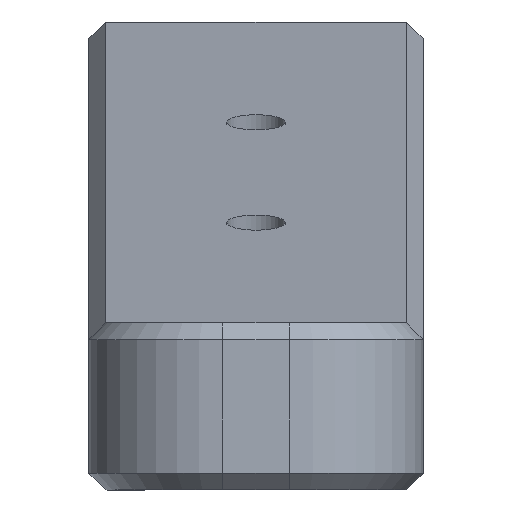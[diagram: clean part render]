
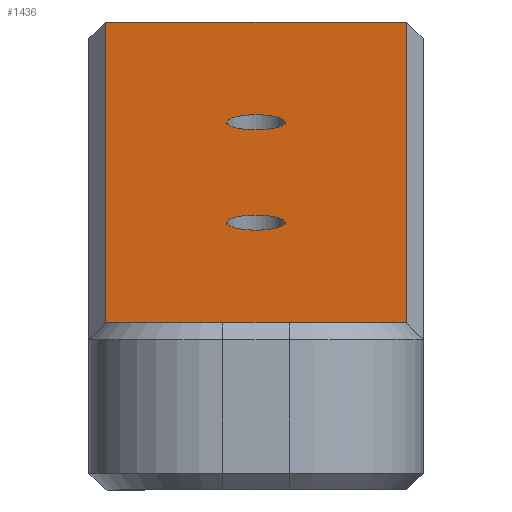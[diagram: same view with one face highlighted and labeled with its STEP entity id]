
A CAD part, front view. The second image highlights one B-rep face of the part: STEP entity #1436.
In plain terms, the highlighted planar face has unit normal (0, -0.257, 0.966).
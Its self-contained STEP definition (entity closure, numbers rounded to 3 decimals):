
#212 = PLANE('',#213);
#213 = AXIS2_PLACEMENT_3D('',#214,#215,#216);
#214 = CARTESIAN_POINT('',(-25.023,64.626,-12.883));
#215 = DIRECTION('',(-0.707,-0.182,0.683));
#216 = DIRECTION('',(0.,-0.966,-0.257
    ));
#342 = VERTEX_POINT('',#343);
#343 = CARTESIAN_POINT('',(-24.523,-3.148,-30.4));
#402 = PLANE('',#403);
#403 = AXIS2_PLACEMENT_3D('',#404,#405,#406);
#404 = CARTESIAN_POINT('',(-25.523,-3.148,-30.4));
#405 = DIRECTION('',(0.,0.,-1.));
#406 = DIRECTION('',(0.,-1.,0.));
#494 = VERTEX_POINT('',#495);
#495 = CARTESIAN_POINT('',(-24.523,64.498,-12.4));
#518 = EDGE_CURVE('',#494,#342,#519,.T.);
#519 = SURFACE_CURVE('',#520,(#524,#531),.PCURVE_S1.);
#520 = LINE('',#521,#522);
#521 = CARTESIAN_POINT('',(-24.523,64.498,-12.4));
#522 = VECTOR('',#523,1.);
#523 = DIRECTION('',(0.,-0.966,-0.257
    ));
#524 = PCURVE('',#212,#525);
#525 = DEFINITIONAL_REPRESENTATION('',(#526),#530);
#526 = LINE('',#527,#528);
#527 = CARTESIAN_POINT('',(0.,0.707));
#528 = VECTOR('',#529,1.);
#529 = DIRECTION('',(1.,0.));
#530 = ( GEOMETRIC_REPRESENTATION_CONTEXT(2) 
PARAMETRIC_REPRESENTATION_CONTEXT() REPRESENTATION_CONTEXT('2D SPACE',''
  ) );
#531 = PCURVE('',#532,#537);
#532 = PLANE('',#533);
#533 = AXIS2_PLACEMENT_3D('',#534,#535,#536);
#534 = CARTESIAN_POINT('',(-25.523,64.498,-12.4));
#535 = DIRECTION('',(0.,0.257,-0.966)
  );
#536 = DIRECTION('',(0.,-0.966,-0.257)
  );
#537 = DEFINITIONAL_REPRESENTATION('',(#538),#542);
#538 = LINE('',#539,#540);
#539 = CARTESIAN_POINT('',(0.,-1.));
#540 = VECTOR('',#541,1.);
#541 = DIRECTION('',(1.,0.));
#542 = ( GEOMETRIC_REPRESENTATION_CONTEXT(2) 
PARAMETRIC_REPRESENTATION_CONTEXT() REPRESENTATION_CONTEXT('2D SPACE',''
  ) );
#640 = PLANE('',#641);
#641 = AXIS2_PLACEMENT_3D('',#642,#643,#644);
#642 = CARTESIAN_POINT('',(-25.523,70.998,-12.4));
#643 = DIRECTION('',(0.,0.,-1.));
#644 = DIRECTION('',(0.,-1.,0.));
#1037 = EDGE_CURVE('',#342,#1038,#1040,.T.);
#1038 = VERTEX_POINT('',#1039);
#1039 = CARTESIAN_POINT('',(-6.523,-3.148,-30.4));
#1040 = SURFACE_CURVE('',#1041,(#1045,#1052),.PCURVE_S1.);
#1041 = LINE('',#1042,#1043);
#1042 = CARTESIAN_POINT('',(-25.523,-3.148,-30.4));
#1043 = VECTOR('',#1044,1.);
#1044 = DIRECTION('',(1.,0.,0.));
#1045 = PCURVE('',#402,#1046);
#1046 = DEFINITIONAL_REPRESENTATION('',(#1047),#1051);
#1047 = LINE('',#1048,#1049);
#1048 = CARTESIAN_POINT('',(-0.,-0.));
#1049 = VECTOR('',#1050,1.);
#1050 = DIRECTION('',(0.,-1.));
#1051 = ( GEOMETRIC_REPRESENTATION_CONTEXT(2) 
PARAMETRIC_REPRESENTATION_CONTEXT() REPRESENTATION_CONTEXT('2D SPACE',''
  ) );
#1052 = PCURVE('',#532,#1053);
#1053 = DEFINITIONAL_REPRESENTATION('',(#1054),#1058);
#1054 = LINE('',#1055,#1056);
#1055 = CARTESIAN_POINT('',(70.,0.));
#1056 = VECTOR('',#1057,1.);
#1057 = DIRECTION('',(0.,-1.));
#1058 = ( GEOMETRIC_REPRESENTATION_CONTEXT(2) 
PARAMETRIC_REPRESENTATION_CONTEXT() REPRESENTATION_CONTEXT('2D SPACE',''
  ) );
#1436 = ADVANCED_FACE('',(#1437,#1490,#1525),#532,.F.);
#1437 = FACE_BOUND('',#1438,.F.);
#1438 = EDGE_LOOP('',(#1439,#1462,#1488,#1489));
#1439 = ORIENTED_EDGE('',*,*,#1440,.T.);
#1440 = EDGE_CURVE('',#494,#1441,#1443,.T.);
#1441 = VERTEX_POINT('',#1442);
#1442 = CARTESIAN_POINT('',(-6.523,64.498,-12.4));
#1443 = SURFACE_CURVE('',#1444,(#1448,#1455),.PCURVE_S1.);
#1444 = LINE('',#1445,#1446);
#1445 = CARTESIAN_POINT('',(-25.523,64.498,-12.4));
#1446 = VECTOR('',#1447,1.);
#1447 = DIRECTION('',(1.,0.,0.));
#1448 = PCURVE('',#532,#1449);
#1449 = DEFINITIONAL_REPRESENTATION('',(#1450),#1454);
#1450 = LINE('',#1451,#1452);
#1451 = CARTESIAN_POINT('',(-0.,-0.));
#1452 = VECTOR('',#1453,1.);
#1453 = DIRECTION('',(0.,-1.));
#1454 = ( GEOMETRIC_REPRESENTATION_CONTEXT(2) 
PARAMETRIC_REPRESENTATION_CONTEXT() REPRESENTATION_CONTEXT('2D SPACE',''
  ) );
#1455 = PCURVE('',#640,#1456);
#1456 = DEFINITIONAL_REPRESENTATION('',(#1457),#1461);
#1457 = LINE('',#1458,#1459);
#1458 = CARTESIAN_POINT('',(6.5,0.));
#1459 = VECTOR('',#1460,1.);
#1460 = DIRECTION('',(0.,-1.));
#1461 = ( GEOMETRIC_REPRESENTATION_CONTEXT(2) 
PARAMETRIC_REPRESENTATION_CONTEXT() REPRESENTATION_CONTEXT('2D SPACE',''
  ) );
#1462 = ORIENTED_EDGE('',*,*,#1463,.T.);
#1463 = EDGE_CURVE('',#1441,#1038,#1464,.T.);
#1464 = SURFACE_CURVE('',#1465,(#1469,#1476),.PCURVE_S1.);
#1465 = LINE('',#1466,#1467);
#1466 = CARTESIAN_POINT('',(-6.523,64.498,-12.4));
#1467 = VECTOR('',#1468,1.);
#1468 = DIRECTION('',(0.,-0.966,
    -0.257));
#1469 = PCURVE('',#532,#1470);
#1470 = DEFINITIONAL_REPRESENTATION('',(#1471),#1475);
#1471 = LINE('',#1472,#1473);
#1472 = CARTESIAN_POINT('',(0.,-19.));
#1473 = VECTOR('',#1474,1.);
#1474 = DIRECTION('',(1.,0.));
#1475 = ( GEOMETRIC_REPRESENTATION_CONTEXT(2) 
PARAMETRIC_REPRESENTATION_CONTEXT() REPRESENTATION_CONTEXT('2D SPACE',''
  ) );
#1476 = PCURVE('',#1477,#1482);
#1477 = PLANE('',#1478);
#1478 = AXIS2_PLACEMENT_3D('',#1479,#1480,#1481);
#1479 = CARTESIAN_POINT('',(-6.023,64.626,-12.883));
#1480 = DIRECTION('',(-0.707,0.182,-0.683));
#1481 = DIRECTION('',(0.,0.966,0.257)
  );
#1482 = DEFINITIONAL_REPRESENTATION('',(#1483),#1487);
#1483 = LINE('',#1484,#1485);
#1484 = CARTESIAN_POINT('',(0.,-0.707));
#1485 = VECTOR('',#1486,1.);
#1486 = DIRECTION('',(-1.,0.));
#1487 = ( GEOMETRIC_REPRESENTATION_CONTEXT(2) 
PARAMETRIC_REPRESENTATION_CONTEXT() REPRESENTATION_CONTEXT('2D SPACE',''
  ) );
#1488 = ORIENTED_EDGE('',*,*,#1037,.F.);
#1489 = ORIENTED_EDGE('',*,*,#518,.F.);
#1490 = FACE_BOUND('',#1491,.F.);
#1491 = EDGE_LOOP('',(#1492));
#1492 = ORIENTED_EDGE('',*,*,#1493,.T.);
#1493 = EDGE_CURVE('',#1494,#1494,#1496,.T.);
#1494 = VERTEX_POINT('',#1495);
#1495 = CARTESIAN_POINT('',(-15.523,17.709,-24.85));
#1496 = SURFACE_CURVE('',#1497,(#1502,#1513),.PCURVE_S1.);
#1497 = CIRCLE('',#1498,1.75);
#1498 = AXIS2_PLACEMENT_3D('',#1499,#1500,#1501);
#1499 = CARTESIAN_POINT('',(-15.523,19.4,-24.4));
#1500 = DIRECTION('',(0.,-0.257,0.966
    ));
#1501 = DIRECTION('',(0.,-0.966,
    -0.257));
#1502 = PCURVE('',#532,#1503);
#1503 = DEFINITIONAL_REPRESENTATION('',(#1504),#1512);
#1504 = ( BOUNDED_CURVE() B_SPLINE_CURVE(2,(#1505,#1506,#1507,#1508,
#1509,#1510,#1511),.UNSPECIFIED.,.T.,.F.) B_SPLINE_CURVE_WITH_KNOTS((1,2
    ,2,2,2,1),(-2.094,0.,2.094,4.189,
6.283,8.378),.UNSPECIFIED.) CURVE() 
GEOMETRIC_REPRESENTATION_ITEM() RATIONAL_B_SPLINE_CURVE((1.,0.5,1.,0.5,
1.,0.5,1.)) REPRESENTATION_ITEM('') );
#1505 = CARTESIAN_POINT('',(48.417,-10.));
#1506 = CARTESIAN_POINT('',(48.417,-13.031));
#1507 = CARTESIAN_POINT('',(45.792,-11.516));
#1508 = CARTESIAN_POINT('',(43.167,-10.));
#1509 = CARTESIAN_POINT('',(45.792,-8.484));
#1510 = CARTESIAN_POINT('',(48.417,-6.969));
#1511 = CARTESIAN_POINT('',(48.417,-10.));
#1512 = ( GEOMETRIC_REPRESENTATION_CONTEXT(2) 
PARAMETRIC_REPRESENTATION_CONTEXT() REPRESENTATION_CONTEXT('2D SPACE',''
  ) );
#1513 = PCURVE('',#1514,#1519);
#1514 = CYLINDRICAL_SURFACE('',#1515,1.75);
#1515 = AXIS2_PLACEMENT_3D('',#1516,#1517,#1518);
#1516 = CARTESIAN_POINT('',(-15.523,19.4,-24.4));
#1517 = DIRECTION('',(0.,-0.257,0.966)
  );
#1518 = DIRECTION('',(0.,-0.966,
    -0.257));
#1519 = DEFINITIONAL_REPRESENTATION('',(#1520),#1524);
#1520 = LINE('',#1521,#1522);
#1521 = CARTESIAN_POINT('',(0.,0.));
#1522 = VECTOR('',#1523,1.);
#1523 = DIRECTION('',(1.,0.));
#1524 = ( GEOMETRIC_REPRESENTATION_CONTEXT(2) 
PARAMETRIC_REPRESENTATION_CONTEXT() REPRESENTATION_CONTEXT('2D SPACE',''
  ) );
#1525 = FACE_BOUND('',#1526,.F.);
#1526 = EDGE_LOOP('',(#1527));
#1527 = ORIENTED_EDGE('',*,*,#1528,.T.);
#1528 = EDGE_CURVE('',#1529,#1529,#1531,.T.);
#1529 = VERTEX_POINT('',#1530);
#1530 = CARTESIAN_POINT('',(-15.523,40.258,-18.85));
#1531 = SURFACE_CURVE('',#1532,(#1537,#1548),.PCURVE_S1.);
#1532 = CIRCLE('',#1533,1.75);
#1533 = AXIS2_PLACEMENT_3D('',#1534,#1535,#1536);
#1534 = CARTESIAN_POINT('',(-15.523,41.949,-18.4));
#1535 = DIRECTION('',(0.,-0.257,0.966
    ));
#1536 = DIRECTION('',(0.,-0.966,
    -0.257));
#1537 = PCURVE('',#532,#1538);
#1538 = DEFINITIONAL_REPRESENTATION('',(#1539),#1547);
#1539 = ( BOUNDED_CURVE() B_SPLINE_CURVE(2,(#1540,#1541,#1542,#1543,
#1544,#1545,#1546),.UNSPECIFIED.,.T.,.F.) B_SPLINE_CURVE_WITH_KNOTS((1,2
    ,2,2,2,1),(-2.094,0.,2.094,4.189,
6.283,8.378),.UNSPECIFIED.) CURVE() 
GEOMETRIC_REPRESENTATION_ITEM() RATIONAL_B_SPLINE_CURVE((1.,0.5,1.,0.5,
1.,0.5,1.)) REPRESENTATION_ITEM('') );
#1540 = CARTESIAN_POINT('',(25.083,-10.));
#1541 = CARTESIAN_POINT('',(25.083,-13.031));
#1542 = CARTESIAN_POINT('',(22.458,-11.516));
#1543 = CARTESIAN_POINT('',(19.833,-10.));
#1544 = CARTESIAN_POINT('',(22.458,-8.484));
#1545 = CARTESIAN_POINT('',(25.083,-6.969));
#1546 = CARTESIAN_POINT('',(25.083,-10.));
#1547 = ( GEOMETRIC_REPRESENTATION_CONTEXT(2) 
PARAMETRIC_REPRESENTATION_CONTEXT() REPRESENTATION_CONTEXT('2D SPACE',''
  ) );
#1548 = PCURVE('',#1549,#1554);
#1549 = CYLINDRICAL_SURFACE('',#1550,1.75);
#1550 = AXIS2_PLACEMENT_3D('',#1551,#1552,#1553);
#1551 = CARTESIAN_POINT('',(-15.523,41.949,-18.4));
#1552 = DIRECTION('',(0.,-0.257,0.966)
  );
#1553 = DIRECTION('',(0.,-0.966,
    -0.257));
#1554 = DEFINITIONAL_REPRESENTATION('',(#1555),#1559);
#1555 = LINE('',#1556,#1557);
#1556 = CARTESIAN_POINT('',(0.,0.));
#1557 = VECTOR('',#1558,1.);
#1558 = DIRECTION('',(1.,0.));
#1559 = ( GEOMETRIC_REPRESENTATION_CONTEXT(2) 
PARAMETRIC_REPRESENTATION_CONTEXT() REPRESENTATION_CONTEXT('2D SPACE',''
  ) );
